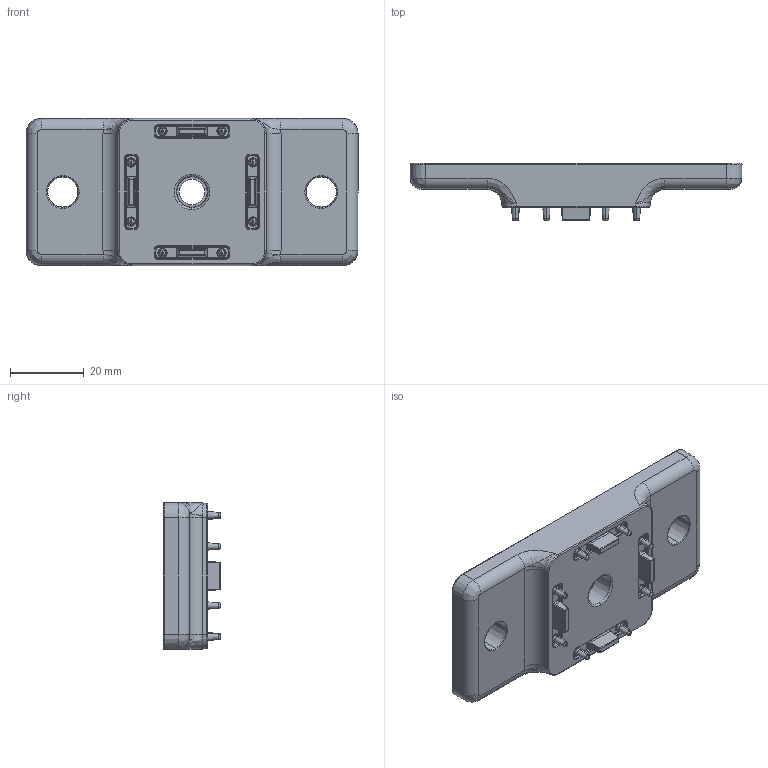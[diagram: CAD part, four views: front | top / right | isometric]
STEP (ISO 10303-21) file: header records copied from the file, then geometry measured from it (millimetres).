
FILE_DESCRIPTION (( 'STEP AP214' ), '1' );
FILE_NAME ('6261520', '2019-01-28T17:13:48', ( '' ), ('JUGARD+KÜNSTNER GmbH'), 'SwSTEP 2.0', 'SolidWorks 2017', '' );
FILE_SCHEMA (( 'AUTOMOTIVE_DESIGN' ));
Length unit declared in the file: millimetre
Products named in the file (3): Part2; Part1; 6261520
Assembly tree (2 placements, depth 2):
  6261520
    Part1
    Part2
Bounding box: 89.91 x 15.5 x 39.91 mm (x, y, z)
Volume: 23102 mm3; surface area: 12479.3 mm2
Topology: 2 solids, 2 shells, 498 faces, 1110 edges, 627 vertices
Faces by surface type: bspline 198, cylinder 137, plane 97, cone 66
Entity records: 23862 total; most frequent: CARTESIAN_POINT 8361, ORIENTED_EDGE 2204, DIRECTION 1917, EDGE_CURVE 1102, AXIS2_PLACEMENT_3D 746, VERTEX_POINT 627, EDGE_LOOP 525, UNCERTAINTY_MEASURE_WITH_UNIT 505
